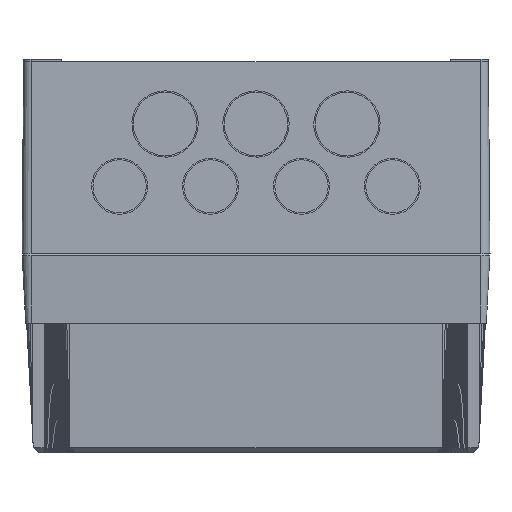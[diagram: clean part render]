
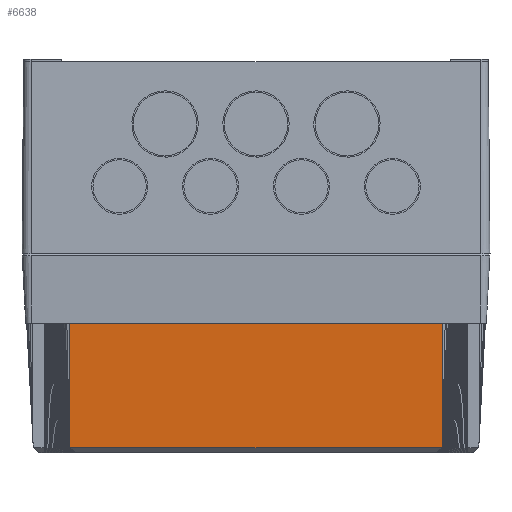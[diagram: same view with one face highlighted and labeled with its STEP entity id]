
A CAD part, front view. The second image highlights one B-rep face of the part: STEP entity #6638.
In plain terms, the highlighted planar face has unit normal (0, -0.999, -0.052).
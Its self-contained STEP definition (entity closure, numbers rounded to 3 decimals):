
#915 = CARTESIAN_POINT ( 'NONE',  ( 268.57, -63.246, 50. ) ) ;
#1123 = CARTESIAN_POINT ( 'NONE',  ( 268.809, -60.809, 3.505 ) ) ;
#2188 = CARTESIAN_POINT ( 'NONE',  ( 412.032, -60.73, 1.997 ) ) ;
#2808 = VERTEX_POINT ( 'NONE', #32492 ) ;
#2857 = ORIENTED_EDGE ( 'NONE', *, *, #28758, .T. ) ;
#2988 = LINE ( 'NONE', #14012, #12735 ) ;
#6638 = ADVANCED_FACE ( 'NONE', ( #33376 ), #13721, .T. ) ;
#6844 = CARTESIAN_POINT ( 'NONE',  ( 268.888, -60.73, 1.997 ) ) ;
#7219 = DIRECTION ( 'NONE',  ( -0.005, -0.052, 0.999 ) ) ;
#8261 = DIRECTION ( 'NONE',  ( 0.005, -0.052, 0.999 ) ) ;
#8459 = DIRECTION ( 'NONE',  ( 0., 0.052, -0.999 ) ) ;
#9383 = LINE ( 'NONE', #21114, #17756 ) ;
#9693 = DIRECTION ( 'NONE',  ( 0.052, -0.052, 0.997 ) ) ;
#9761 = ORIENTED_EDGE ( 'NONE', *, *, #27661, .T. ) ;
#9861 = LINE ( 'NONE', #34421, #27185 ) ;
#10115 = DIRECTION ( 'NONE',  ( 1., 0., 0. ) ) ;
#11762 = EDGE_CURVE ( 'NONE', #2808, #12651, #32645, .T. ) ;
#12002 = ORIENTED_EDGE ( 'NONE', *, *, #18797, .F. ) ;
#12651 = VERTEX_POINT ( 'NONE', #23409 ) ;
#12735 = VECTOR ( 'NONE', #24831, 1000. ) ;
#13485 = EDGE_CURVE ( 'NONE', #22571, #27617, #23854, .T. ) ;
#13721 = PLANE ( 'NONE',  #20381 ) ;
#13815 = VERTEX_POINT ( 'NONE', #915 ) ;
#14012 = CARTESIAN_POINT ( 'NONE',  ( 412.455, -63.246, 50. ) ) ;
#17756 = VECTOR ( 'NONE', #7219, 1000. ) ;
#18082 = CARTESIAN_POINT ( 'NONE',  ( 266.391, -63.227, 49.65 ) ) ;
#18187 = VECTOR ( 'NONE', #10115, 1000. ) ;
#18797 = EDGE_CURVE ( 'NONE', #13815, #12651, #2988, .T. ) ;
#18921 = CARTESIAN_POINT ( 'NONE',  ( 412.455, -63.246, 50. ) ) ;
#19290 = CARTESIAN_POINT ( 'NONE',  ( 412.455, -63.246, 50. ) ) ;
#19430 = ORIENTED_EDGE ( 'NONE', *, *, #11762, .T. ) ;
#20381 = AXIS2_PLACEMENT_3D ( 'NONE', #19290, #22178, #8459 ) ;
#20969 = DIRECTION ( 'NONE',  ( -0.052, -0.052, 0.997 ) ) ;
#21114 = CARTESIAN_POINT ( 'NONE',  ( 268.57, -63.246, 49.996 ) ) ;
#21700 = ORIENTED_EDGE ( 'NONE', *, *, #13485, .F. ) ;
#22178 = DIRECTION ( 'NONE',  ( 0., -0.999, -0.052 ) ) ;
#22571 = VERTEX_POINT ( 'NONE', #6844 ) ;
#23409 = CARTESIAN_POINT ( 'NONE',  ( 412.455, -63.246, 50. ) ) ;
#23854 = LINE ( 'NONE', #18082, #27474 ) ;
#24831 = DIRECTION ( 'NONE',  ( 1., 0., 0. ) ) ;
#26537 = VERTEX_POINT ( 'NONE', #33562 ) ;
#26543 = LINE ( 'NONE', #2188, #18187 ) ;
#27185 = VECTOR ( 'NONE', #9693, 1000. ) ;
#27474 = VECTOR ( 'NONE', #20969, 1000. ) ;
#27617 = VERTEX_POINT ( 'NONE', #1123 ) ;
#27661 = EDGE_CURVE ( 'NONE', #22571, #26537, #26543, .T. ) ;
#28758 = EDGE_CURVE ( 'NONE', #26537, #2808, #9861, .T. ) ;
#32088 = ORIENTED_EDGE ( 'NONE', *, *, #34232, .F. ) ;
#32190 = EDGE_LOOP ( 'NONE', ( #21700, #9761, #2857, #19430, #12002, #32088 ) ) ;
#32492 = CARTESIAN_POINT ( 'NONE',  ( 412.216, -60.809, 3.505 ) ) ;
#32645 = LINE ( 'NONE', #18921, #33252 ) ;
#33252 = VECTOR ( 'NONE', #8261, 1000. ) ;
#33376 = FACE_OUTER_BOUND ( 'NONE', #32190, .T. ) ;
#33562 = CARTESIAN_POINT ( 'NONE',  ( 412.137, -60.73, 1.997 ) ) ;
#34232 = EDGE_CURVE ( 'NONE', #27617, #13815, #9383, .T. ) ;
#34421 = CARTESIAN_POINT ( 'NONE',  ( 414.646, -63.24, 49.885 ) ) ;
